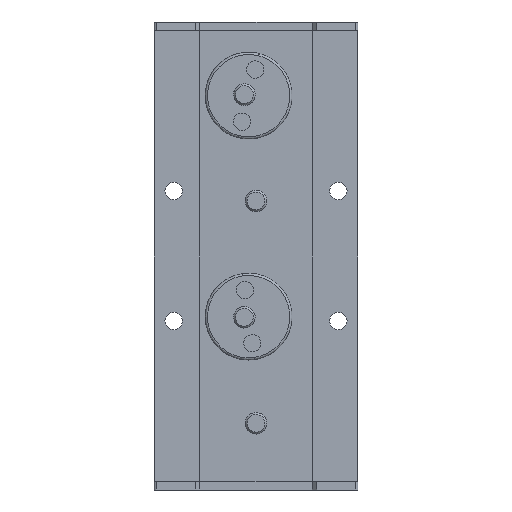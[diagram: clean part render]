
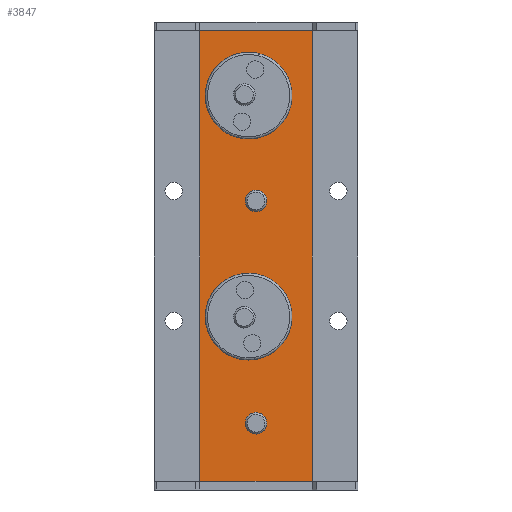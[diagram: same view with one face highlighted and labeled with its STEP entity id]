
A CAD part, front view. The second image highlights one B-rep face of the part: STEP entity #3847.
In plain terms, the highlighted planar face has unit normal (0, -1, 0).
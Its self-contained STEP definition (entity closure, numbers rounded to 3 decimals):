
#16 = CARTESIAN_POINT ( 'NONE',  ( -1.7, 0.6, 37. ) ) ;
#37 = DIRECTION ( 'NONE',  ( 1., 0., 0. ) ) ;
#44 = ORIENTED_EDGE ( 'NONE', *, *, #1031, .T. ) ;
#56 = FACE_BOUND ( 'NONE', #502, .T. ) ;
#98 = CARTESIAN_POINT ( 'NONE',  ( 13., 0.6, 58.891 ) ) ;
#99 = EDGE_CURVE ( 'NONE', #2478, #2076, #677, .T. ) ;
#103 = CARTESIAN_POINT ( 'NONE',  ( 0., 0.6, 0. ) ) ;
#105 = AXIS2_PLACEMENT_3D ( 'NONE', #16, #1831, #989 ) ;
#130 = VERTEX_POINT ( 'NONE', #2224 ) ;
#252 = DIRECTION ( 'NONE',  ( 0., -1., 0. ) ) ;
#270 = VERTEX_POINT ( 'NONE', #2273 ) ;
#356 = ORIENTED_EDGE ( 'NONE', *, *, #903, .F. ) ;
#400 = AXIS2_PLACEMENT_3D ( 'NONE', #3328, #2979, #3063 ) ;
#431 = ORIENTED_EDGE ( 'NONE', *, *, #1455, .F. ) ;
#476 = ORIENTED_EDGE ( 'NONE', *, *, #3875, .F. ) ;
#502 = EDGE_LOOP ( 'NONE', ( #3088, #2984 ) ) ;
#570 = ORIENTED_EDGE ( 'NONE', *, *, #1811, .F. ) ;
#578 = CARTESIAN_POINT ( 'NONE',  ( -23.5, 0.6, -52. ) ) ;
#677 = CIRCLE ( 'NONE', #2915, 2.5 ) ;
#679 = AXIS2_PLACEMENT_3D ( 'NONE', #103, #2276, #2244 ) ;
#806 = CIRCLE ( 'NONE', #105, 10. ) ;
#817 = EDGE_CURVE ( 'NONE', #2912, #1304, #3481, .T. ) ;
#903 = EDGE_CURVE ( 'NONE', #2978, #130, #3346, .T. ) ;
#989 = DIRECTION ( 'NONE',  ( 0., 0., -1. ) ) ;
#1031 = EDGE_CURVE ( 'NONE', #270, #130, #3106, .T. ) ;
#1050 = CIRCLE ( 'NONE', #2282, 10. ) ;
#1118 = DIRECTION ( 'NONE',  ( 0., -1., 0. ) ) ;
#1134 = ORIENTED_EDGE ( 'NONE', *, *, #3912, .F. ) ;
#1144 = VERTEX_POINT ( 'NONE', #2253 ) ;
#1149 = EDGE_CURVE ( 'NONE', #2978, #1144, #2873, .T. ) ;
#1187 = DIRECTION ( 'NONE',  ( 0., 0., -1. ) ) ;
#1212 = DIRECTION ( 'NONE',  ( 0., 0., -1. ) ) ;
#1260 = CIRCLE ( 'NONE', #3498, 10. ) ;
#1294 = VERTEX_POINT ( 'NONE', #2408 ) ;
#1304 = VERTEX_POINT ( 'NONE', #3240 ) ;
#1315 = FACE_BOUND ( 'NONE', #3238, .T. ) ;
#1389 = CARTESIAN_POINT ( 'NONE',  ( 0., 0.6, -41.1 ) ) ;
#1420 = CARTESIAN_POINT ( 'NONE',  ( 0., 0.6, -36.1 ) ) ;
#1422 = CARTESIAN_POINT ( 'NONE',  ( -1.7, 0.6, 37. ) ) ;
#1455 = EDGE_CURVE ( 'NONE', #2021, #1624, #1260, .T. ) ;
#1513 = ORIENTED_EDGE ( 'NONE', *, *, #817, .F. ) ;
#1553 = EDGE_CURVE ( 'NONE', #1582, #1294, #1050, .T. ) ;
#1582 = VERTEX_POINT ( 'NONE', #2209 ) ;
#1624 = VERTEX_POINT ( 'NONE', #2505 ) ;
#1734 = AXIS2_PLACEMENT_3D ( 'NONE', #2672, #3964, #1212 ) ;
#1811 = EDGE_CURVE ( 'NONE', #1294, #1582, #806, .T. ) ;
#1831 = DIRECTION ( 'NONE',  ( 0., -1., 0. ) ) ;
#1901 = CARTESIAN_POINT ( 'NONE',  ( 13., 0.6, -52. ) ) ;
#1909 = CARTESIAN_POINT ( 'NONE',  ( 0., 0.6, 12.7 ) ) ;
#1943 = VECTOR ( 'NONE', #3650, 1000. ) ;
#1944 = DIRECTION ( 'NONE',  ( 0., 0., 1. ) ) ;
#1985 = DIRECTION ( 'NONE',  ( 0., -1., 0. ) ) ;
#2021 = VERTEX_POINT ( 'NONE', #3762 ) ;
#2026 = CIRCLE ( 'NONE', #400, 10. ) ;
#2076 = VERTEX_POINT ( 'NONE', #1420 ) ;
#2101 = CIRCLE ( 'NONE', #2290, 2.5 ) ;
#2106 = DIRECTION ( 'NONE',  ( 0., 0., -1. ) ) ;
#2143 = CARTESIAN_POINT ( 'NONE',  ( -1.7, 0.6, -14. ) ) ;
#2165 = FACE_BOUND ( 'NONE', #3908, .T. ) ;
#2209 = CARTESIAN_POINT ( 'NONE',  ( -1.7, 0.6, 47. ) ) ;
#2210 = FACE_OUTER_BOUND ( 'NONE', #2784, .T. ) ;
#2222 = CARTESIAN_POINT ( 'NONE',  ( -13., 0.6, 58.891 ) ) ;
#2224 = CARTESIAN_POINT ( 'NONE',  ( -13., 0.6, -52. ) ) ;
#2244 = DIRECTION ( 'NONE',  ( 0., 0., 1. ) ) ;
#2253 = CARTESIAN_POINT ( 'NONE',  ( 13., 0.6, 52. ) ) ;
#2273 = CARTESIAN_POINT ( 'NONE',  ( -13., 0.6, 52. ) ) ;
#2276 = DIRECTION ( 'NONE',  ( 0., 1., 0. ) ) ;
#2282 = AXIS2_PLACEMENT_3D ( 'NONE', #1422, #1118, #2353 ) ;
#2290 = AXIS2_PLACEMENT_3D ( 'NONE', #1909, #1985, #3155 ) ;
#2297 = ORIENTED_EDGE ( 'NONE', *, *, #1553, .F. ) ;
#2353 = DIRECTION ( 'NONE',  ( 0., 0., -1. ) ) ;
#2408 = CARTESIAN_POINT ( 'NONE',  ( -1.7, 0.6, 27. ) ) ;
#2478 = VERTEX_POINT ( 'NONE', #1389 ) ;
#2505 = CARTESIAN_POINT ( 'NONE',  ( -1.7, 0.6, -4. ) ) ;
#2508 = VECTOR ( 'NONE', #1944, 1000. ) ;
#2556 = EDGE_CURVE ( 'NONE', #2076, #2478, #2569, .T. ) ;
#2569 = CIRCLE ( 'NONE', #1734, 2.5 ) ;
#2635 = CARTESIAN_POINT ( 'NONE',  ( 0., 0.6, 12.7 ) ) ;
#2672 = CARTESIAN_POINT ( 'NONE',  ( 0., 0.6, -38.6 ) ) ;
#2737 = VECTOR ( 'NONE', #37, 1000. ) ;
#2784 = EDGE_LOOP ( 'NONE', ( #44, #356, #3640, #476 ) ) ;
#2795 = DIRECTION ( 'NONE',  ( 0., -1., 0. ) ) ;
#2810 = EDGE_CURVE ( 'NONE', #1624, #2021, #2026, .T. ) ;
#2858 = PLANE ( 'NONE',  #679 ) ;
#2873 = LINE ( 'NONE', #98, #2508 ) ;
#2912 = VERTEX_POINT ( 'NONE', #3602 ) ;
#2915 = AXIS2_PLACEMENT_3D ( 'NONE', #3757, #2795, #3422 ) ;
#2950 = VECTOR ( 'NONE', #3040, 1000. ) ;
#2978 = VERTEX_POINT ( 'NONE', #1901 ) ;
#2979 = DIRECTION ( 'NONE',  ( 0., -1., 0. ) ) ;
#2984 = ORIENTED_EDGE ( 'NONE', *, *, #2556, .F. ) ;
#3040 = DIRECTION ( 'NONE',  ( -1., 0., 0. ) ) ;
#3063 = DIRECTION ( 'NONE',  ( 0., 0., -1. ) ) ;
#3088 = ORIENTED_EDGE ( 'NONE', *, *, #99, .F. ) ;
#3106 = LINE ( 'NONE', #2222, #1943 ) ;
#3155 = DIRECTION ( 'NONE',  ( 0., 0., -1. ) ) ;
#3157 = AXIS2_PLACEMENT_3D ( 'NONE', #2635, #3275, #2106 ) ;
#3238 = EDGE_LOOP ( 'NONE', ( #431, #3871 ) ) ;
#3240 = CARTESIAN_POINT ( 'NONE',  ( 0., 0.6, 15.2 ) ) ;
#3275 = DIRECTION ( 'NONE',  ( 0., -1., 0. ) ) ;
#3328 = CARTESIAN_POINT ( 'NONE',  ( -1.7, 0.6, -14. ) ) ;
#3346 = LINE ( 'NONE', #578, #2950 ) ;
#3422 = DIRECTION ( 'NONE',  ( 0., 0., -1. ) ) ;
#3481 = CIRCLE ( 'NONE', #3157, 2.5 ) ;
#3496 = LINE ( 'NONE', #3761, #2737 ) ;
#3498 = AXIS2_PLACEMENT_3D ( 'NONE', #2143, #252, #1187 ) ;
#3536 = EDGE_LOOP ( 'NONE', ( #1513, #1134 ) ) ;
#3602 = CARTESIAN_POINT ( 'NONE',  ( 0., 0.6, 10.2 ) ) ;
#3640 = ORIENTED_EDGE ( 'NONE', *, *, #1149, .T. ) ;
#3650 = DIRECTION ( 'NONE',  ( 0., 0., -1. ) ) ;
#3743 = FACE_BOUND ( 'NONE', #3536, .T. ) ;
#3757 = CARTESIAN_POINT ( 'NONE',  ( 0., 0.6, -38.6 ) ) ;
#3761 = CARTESIAN_POINT ( 'NONE',  ( 23.5, 0.6, 52. ) ) ;
#3762 = CARTESIAN_POINT ( 'NONE',  ( -1.7, 0.6, -24. ) ) ;
#3847 = ADVANCED_FACE ( 'NONE', ( #2165, #56, #3743, #1315, #2210 ), #2858, .F. ) ;
#3871 = ORIENTED_EDGE ( 'NONE', *, *, #2810, .F. ) ;
#3875 = EDGE_CURVE ( 'NONE', #270, #1144, #3496, .T. ) ;
#3908 = EDGE_LOOP ( 'NONE', ( #570, #2297 ) ) ;
#3912 = EDGE_CURVE ( 'NONE', #1304, #2912, #2101, .T. ) ;
#3964 = DIRECTION ( 'NONE',  ( 0., -1., 0. ) ) ;
